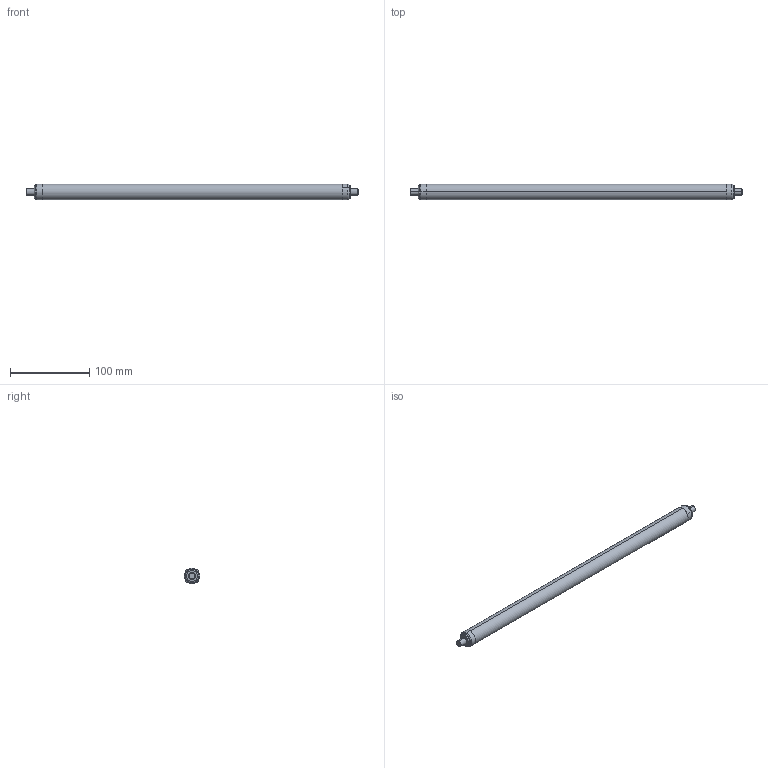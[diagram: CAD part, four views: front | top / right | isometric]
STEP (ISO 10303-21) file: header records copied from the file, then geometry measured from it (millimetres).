
FILE_DESCRIPTION (( 'STEP AP214' ), '1' );
FILE_NAME ('0034502_KUT50-20x1,5-KB-A8-FA-EL=400_(A-01).step', '2019-05-16T14:19:48', ( '' ), ( '' ), 'SwSTEP 2.0', 'SolidWorks 2018', '' );
FILE_SCHEMA (( 'AUTOMOTIVE_DESIGN' ));
Length unit declared in the file: millimetre
Products named in the file (1): 0034502_KUT50-20x1,5-KB-A8-FA-EL=400_(A-01)
Bounding box: 420 x 20 x 20 mm (x, y, z)
Volume: 61930 mm3; surface area: 65975.8 mm2
Topology: 30 solids, 30 shells, 390 faces, 1078 edges, 696 vertices
Faces by surface type: sphere 114, plane 88, cylinder 86, cone 60, torus 40, bspline 2
Entity records: 20637 total; most frequent: CARTESIAN_POINT 6765, DIRECTION 2106, ORIENTED_EDGE 1864, AXIS2_PLACEMENT_3D 995, EDGE_CURVE 932, VERTEX_POINT 610, CIRCLE 606, UNCERTAINTY_MEASURE_WITH_UNIT 422
